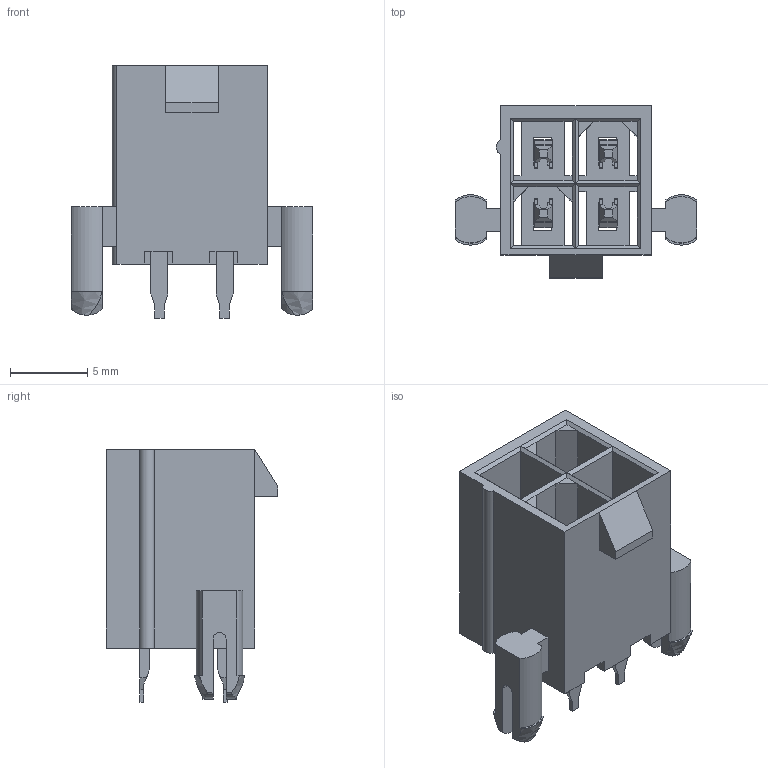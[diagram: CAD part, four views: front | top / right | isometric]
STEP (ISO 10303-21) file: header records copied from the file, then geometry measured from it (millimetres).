
FILE_DESCRIPTION(/* description */ ('Unknown'),/* implementation_level */ '2;1');
FILE_NAME(/* name */ '649004221732',/* time_stamp */ '2019-08-14T09:12:55+02:00',/* author */ ('Unknown'),/* organization */ ('Unknown'),/* preprocessor_version */ 'ST-DEVELOPER v16.7',/* originating_system */ 'DEX',/* authorisation */ $);
FILE_SCHEMA (('AUTOMOTIVE_DESIGN {1 0 10303 214 3 1 1}'));
Length unit declared in the file: millimetre
Products named in the file (3): 6490xx221732; 649004221732; 6490xx221732_PIN
Assembly tree (5 placements, depth 2):
  6490xx221732
    649004221732
    6490xx221732_PIN  x4
Bounding box: 15.6 x 11.1 x 16.3 mm (x, y, z)
Volume: 683.7 mm3; surface area: 1933.1 mm2
Topology: 5 solids, 5 shells, 543 faces, 1569 edges, 1023 vertices
Faces by surface type: plane 404, cylinder 131, bspline 8
Entity records: 9171 total; most frequent: CARTESIAN_POINT 1821, ORIENTED_EDGE 1590, DIRECTION 1419, EDGE_CURVE 795, LINE 669, VECTOR 669, VERTEX_POINT 513, AXIS2_PLACEMENT_3D 375
